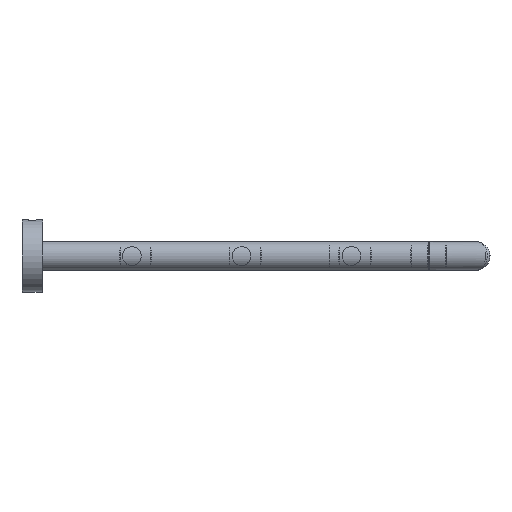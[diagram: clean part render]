
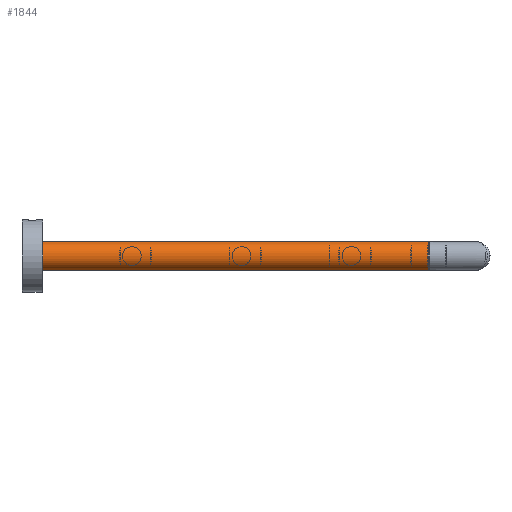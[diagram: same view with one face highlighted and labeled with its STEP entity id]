
A CAD part, left-side view. The second image highlights one B-rep face of the part: STEP entity #1844.
In plain terms, the highlighted cylindrical face has radius 8 mm (diameter 16 mm), a full revolution.
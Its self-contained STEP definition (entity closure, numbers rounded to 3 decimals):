
#225=B_SPLINE_CURVE_WITH_KNOTS('',3,(#3124,#3125,#3126,#3127,#3128,#3129,
#3130,#3131,#3132,#3133,#3134,#3135,#3136,#3137,#3138,#3139,#3140,#3141,
#3142),.UNSPECIFIED.,.T.,.F.,(1,1,1,1,1,1,1,1,1,1,1,1,1,1,1,1,1,1,1,1,1,
1,1),(-0.191,-0.128,-0.066,0.,0.059,
0.122,0.184,0.247,0.309,0.372,
0.434,0.497,0.559,0.622,
0.684,0.747,0.809,0.872,
0.934,1.,1.059,1.122,1.184),.UNSPECIFIED.);
#226=B_SPLINE_CURVE_WITH_KNOTS('',3,(#3146,#3147,#3148,#3149,#3150,#3151,
#3152,#3153,#3154,#3155,#3156,#3157,#3158,#3159,#3160,#3161,#3162,#3163,
#3164),.UNSPECIFIED.,.T.,.F.,(1,1,1,1,1,1,1,1,1,1,1,1,1,1,1,1,1,1,1,1,1,
1,1),(-0.007,-0.004,-0.002,0.,
0.002,0.004,0.007,0.009,
0.011,0.013,0.016,0.018,
0.02,0.022,0.025,0.027,
0.029,0.031,0.033,0.036,
0.038,0.04,0.042),.UNSPECIFIED.);
#227=B_SPLINE_CURVE_WITH_KNOTS('',3,(#3166,#3167,#3168,#3169,#3170,#3171,
#3172,#3173,#3174,#3175,#3176,#3177,#3178,#3179,#3180,#3181,#3182,#3183,
#3184),.UNSPECIFIED.,.T.,.F.,(1,1,1,1,1,1,1,1,1,1,1,1,1,1,1,1,1,1,1,1,1,
1,1),(-0.007,-0.004,-0.002,0.,
0.002,0.004,0.007,0.009,
0.011,0.013,0.016,0.018,
0.02,0.022,0.025,0.027,
0.029,0.031,0.033,0.036,
0.038,0.04,0.042),.UNSPECIFIED.);
#228=B_SPLINE_CURVE_WITH_KNOTS('',3,(#3186,#3187,#3188,#3189,#3190,#3191,
#3192,#3193,#3194,#3195,#3196,#3197,#3198,#3199,#3200,#3201,#3202,#3203,
#3204),.UNSPECIFIED.,.T.,.F.,(1,1,1,1,1,1,1,1,1,1,1,1,1,1,1,1,1,1,1,1,1,
1,1),(-0.007,-0.004,-0.002,0.,
0.002,0.004,0.007,0.009,
0.011,0.013,0.016,0.018,
0.02,0.022,0.025,0.027,
0.029,0.031,0.033,0.036,
0.038,0.04,0.042),.UNSPECIFIED.);
#251=CYLINDRICAL_SURFACE('',#2008,8.);
#349=ORIENTED_EDGE('',*,*,#564,.T.);
#350=ORIENTED_EDGE('',*,*,#565,.T.);
#351=ORIENTED_EDGE('',*,*,#566,.T.);
#352=ORIENTED_EDGE('',*,*,#567,.T.);
#353=ORIENTED_EDGE('',*,*,#568,.T.);
#354=ORIENTED_EDGE('',*,*,#569,.T.);
#564=EDGE_CURVE('',#689,#689,#225,.T.);
#565=EDGE_CURVE('',#690,#690,#790,.T.);
#566=EDGE_CURVE('',#691,#691,#226,.T.);
#567=EDGE_CURVE('',#692,#692,#227,.T.);
#568=EDGE_CURVE('',#693,#693,#228,.T.);
#569=EDGE_CURVE('',#694,#694,#791,.F.);
#689=VERTEX_POINT('',#3143);
#690=VERTEX_POINT('',#3145);
#691=VERTEX_POINT('',#3165);
#692=VERTEX_POINT('',#3185);
#693=VERTEX_POINT('',#3205);
#694=VERTEX_POINT('',#3207);
#790=CIRCLE('',#2009,8.);
#791=CIRCLE('',#2010,8.);
#907=EDGE_LOOP('',(#349));
#908=EDGE_LOOP('',(#350));
#909=EDGE_LOOP('',(#351));
#910=EDGE_LOOP('',(#352));
#911=EDGE_LOOP('',(#353));
#912=EDGE_LOOP('',(#354));
#1121=FACE_BOUND('',#907,.T.);
#1122=FACE_BOUND('',#908,.T.);
#1123=FACE_BOUND('',#909,.T.);
#1124=FACE_BOUND('',#910,.T.);
#1125=FACE_BOUND('',#911,.T.);
#1126=FACE_BOUND('',#912,.T.);
#1844=ADVANCED_FACE('',(#1121,#1122,#1123,#1124,#1125,#1126),#251,.T.);
#2008=AXIS2_PLACEMENT_3D('',#3123,#2258,#2259);
#2009=AXIS2_PLACEMENT_3D('',#3144,#2260,#2261);
#2010=AXIS2_PLACEMENT_3D('',#3206,#2262,#2263);
#2258=DIRECTION('',(0.,1.,0.));
#2259=DIRECTION('',(1.,0.,0.));
#2260=DIRECTION('',(0.,1.,0.));
#2261=DIRECTION('',(0.,0.,1.));
#2262=DIRECTION('',(0.,1.,0.));
#2263=DIRECTION('',(0.,0.,1.));
#3123=CARTESIAN_POINT('',(0.,0.,0.));
#3124=CARTESIAN_POINT('',(1.077,221.96,-7.948));
#3125=CARTESIAN_POINT('',(0.035,222.19,-8.024));
#3126=CARTESIAN_POINT('',(-1.002,221.983,-7.957));
#3127=CARTESIAN_POINT('',(-1.864,221.429,-7.792));
#3128=CARTESIAN_POINT('',(-2.433,220.577,-7.625));
#3129=CARTESIAN_POINT('',(-2.657,219.554,-7.545));
#3130=CARTESIAN_POINT('',(-2.475,218.53,-7.61));
#3131=CARTESIAN_POINT('',(-1.938,217.648,-7.773));
#3132=CARTESIAN_POINT('',(-1.092,217.051,-7.945));
#3133=CARTESIAN_POINT('',(-0.055,216.811,-8.024));
#3134=CARTESIAN_POINT('',(0.986,217.007,-7.96));
#3135=CARTESIAN_POINT('',(1.865,217.572,-7.792));
#3136=CARTESIAN_POINT('',(2.433,218.423,-7.624));
#3137=CARTESIAN_POINT('',(2.657,219.447,-7.545));
#3138=CARTESIAN_POINT('',(2.475,220.473,-7.61));
#3139=CARTESIAN_POINT('',(1.938,221.352,-7.773));
#3140=CARTESIAN_POINT('',(1.077,221.96,-7.948));
#3141=CARTESIAN_POINT('',(0.035,222.19,-8.024));
#3142=CARTESIAN_POINT('',(-1.002,221.983,-7.957));
#3143=CARTESIAN_POINT('',(0.,222.117,-8.));
#3144=CARTESIAN_POINT('',(0.,0.2,0.));
#3145=CARTESIAN_POINT('',(0.,0.2,8.));
#3146=CARTESIAN_POINT('',(7.784,48.05,2.21));
#3147=CARTESIAN_POINT('',(8.108,48.5,0.));
#3148=CARTESIAN_POINT('',(7.784,48.049,-2.211));
#3149=CARTESIAN_POINT('',(7.015,46.871,-3.971));
#3150=CARTESIAN_POINT('',(6.142,45.185,-5.165));
#3151=CARTESIAN_POINT('',(5.659,42.991,-5.651));
#3152=CARTESIAN_POINT('',(6.151,40.793,-5.154));
#3153=CARTESIAN_POINT('',(7.022,39.119,-3.96));
#3154=CARTESIAN_POINT('',(7.788,37.945,-2.196));
#3155=CARTESIAN_POINT('',(8.108,37.5,0.012));
#3156=CARTESIAN_POINT('',(7.781,37.955,2.218));
#3157=CARTESIAN_POINT('',(7.018,39.125,3.965));
#3158=CARTESIAN_POINT('',(6.146,40.805,5.161));
#3159=CARTESIAN_POINT('',(5.66,43.001,5.65));
#3160=CARTESIAN_POINT('',(6.144,45.188,5.162));
#3161=CARTESIAN_POINT('',(7.015,46.871,3.971));
#3162=CARTESIAN_POINT('',(7.784,48.05,2.21));
#3163=CARTESIAN_POINT('',(8.108,48.5,0.));
#3164=CARTESIAN_POINT('',(7.784,48.049,-2.211));
#3165=CARTESIAN_POINT('',(8.,48.35,0.));
#3166=CARTESIAN_POINT('',(7.784,109.05,2.21));
#3167=CARTESIAN_POINT('',(8.108,109.5,0.));
#3168=CARTESIAN_POINT('',(7.784,109.049,-2.211));
#3169=CARTESIAN_POINT('',(7.015,107.871,-3.971));
#3170=CARTESIAN_POINT('',(6.142,106.185,-5.165));
#3171=CARTESIAN_POINT('',(5.659,103.991,-5.651));
#3172=CARTESIAN_POINT('',(6.151,101.793,-5.154));
#3173=CARTESIAN_POINT('',(7.022,100.119,-3.96));
#3174=CARTESIAN_POINT('',(7.788,98.945,-2.196));
#3175=CARTESIAN_POINT('',(8.108,98.5,0.012));
#3176=CARTESIAN_POINT('',(7.781,98.955,2.218));
#3177=CARTESIAN_POINT('',(7.018,100.125,3.965));
#3178=CARTESIAN_POINT('',(6.146,101.805,5.161));
#3179=CARTESIAN_POINT('',(5.66,104.001,5.65));
#3180=CARTESIAN_POINT('',(6.144,106.188,5.162));
#3181=CARTESIAN_POINT('',(7.015,107.871,3.971));
#3182=CARTESIAN_POINT('',(7.784,109.05,2.21));
#3183=CARTESIAN_POINT('',(8.108,109.5,0.));
#3184=CARTESIAN_POINT('',(7.784,109.049,-2.211));
#3185=CARTESIAN_POINT('',(8.,109.35,0.));
#3186=CARTESIAN_POINT('',(7.784,170.05,2.21));
#3187=CARTESIAN_POINT('',(8.108,170.5,0.));
#3188=CARTESIAN_POINT('',(7.784,170.049,-2.211));
#3189=CARTESIAN_POINT('',(7.015,168.871,-3.971));
#3190=CARTESIAN_POINT('',(6.142,167.185,-5.165));
#3191=CARTESIAN_POINT('',(5.659,164.991,-5.651));
#3192=CARTESIAN_POINT('',(6.151,162.793,-5.154));
#3193=CARTESIAN_POINT('',(7.022,161.119,-3.96));
#3194=CARTESIAN_POINT('',(7.788,159.945,-2.196));
#3195=CARTESIAN_POINT('',(8.108,159.5,0.012));
#3196=CARTESIAN_POINT('',(7.781,159.955,2.218));
#3197=CARTESIAN_POINT('',(7.018,161.125,3.965));
#3198=CARTESIAN_POINT('',(6.146,162.805,5.161));
#3199=CARTESIAN_POINT('',(5.66,165.001,5.65));
#3200=CARTESIAN_POINT('',(6.144,167.188,5.162));
#3201=CARTESIAN_POINT('',(7.015,168.871,3.971));
#3202=CARTESIAN_POINT('',(7.784,170.05,2.21));
#3203=CARTESIAN_POINT('',(8.108,170.5,0.));
#3204=CARTESIAN_POINT('',(7.784,170.049,-2.211));
#3205=CARTESIAN_POINT('',(8.,170.35,0.));
#3206=CARTESIAN_POINT('',(0.,225.8,0.));
#3207=CARTESIAN_POINT('',(0.,225.8,8.));
